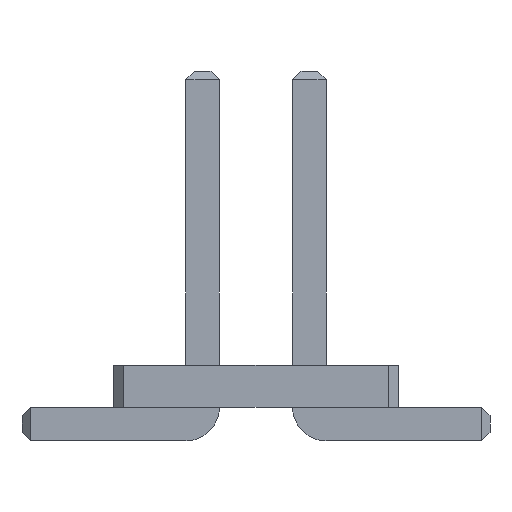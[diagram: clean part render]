
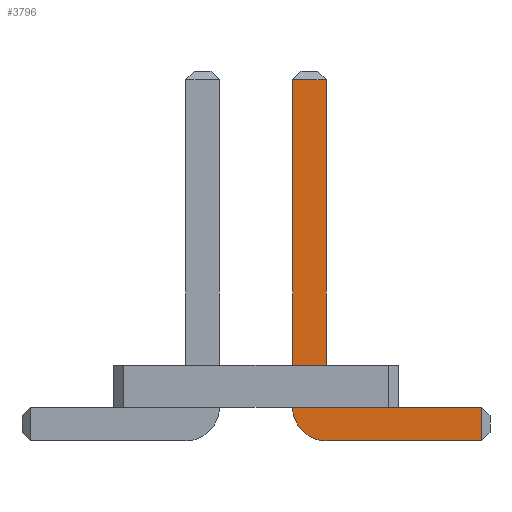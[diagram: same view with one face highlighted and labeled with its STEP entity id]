
A CAD part, front view. The second image highlights one B-rep face of the part: STEP entity #3796.
In plain terms, the highlighted planar face has unit normal (0, -1, 0).
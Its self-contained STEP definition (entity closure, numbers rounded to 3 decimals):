
#13=DIRECTION('',(0.,0.,1.));
#67=DIRECTION('',(1.,0.,0.));
#1694=VECTOR('',#67,1.);
#1705=DIRECTION('',(0.,1.,0.));
#1747=DIRECTION('',(-1.,0.,0.));
#3595=VECTOR('',#1747,1.);
#3603=DIRECTION('',(-0.,1.,0.));
#3604=DIRECTION('',(0.,0.,-1.));
#3611=VECTOR('',#3612,1.);
#3612=DIRECTION('',(0.,0.,1.));
#3623=VECTOR('',#3604,1.);
#3641=VERTEX_POINT('',#3642);
#3642=CARTESIAN_POINT('',(2.685,-17.98,0.));
#3645=ORIENTED_EDGE('',*,*,#3646,.T.);
#3646=EDGE_CURVE('',#3641,#3647,#3649,.T.);
#3647=VERTEX_POINT('',#3648);
#3648=CARTESIAN_POINT('',(0.835,-17.98,0.));
#3649=LINE('',#3650,#3595);
#3650=CARTESIAN_POINT('',(2.785,-17.98,0.));
#3690=VERTEX_POINT('',#3691);
#3691=CARTESIAN_POINT('',(0.435,-17.98,0.4));
#3694=EDGE_CURVE('',#3647,#3690,#3695,.T.);
#3695=CIRCLE('',#3696,0.4);
#3696=AXIS2_PLACEMENT_3D('',#3697,#3603,#3604);
#3697=CARTESIAN_POINT('',(0.835,-17.98,0.4));
#3706=VERTEX_POINT('',#3697);
#3708=ORIENTED_EDGE('',*,*,#3709,.T.);
#3709=EDGE_CURVE('',#3706,#3710,#3712,.T.);
#3710=VERTEX_POINT('',#3711);
#3711=CARTESIAN_POINT('',(2.685,-17.98,0.4));
#3712=LINE('',#3697,#1694);
#3722=ORIENTED_EDGE('',*,*,#3723,.T.);
#3723=EDGE_CURVE('',#3690,#3724,#3726,.T.);
#3724=VERTEX_POINT('',#3725);
#3725=CARTESIAN_POINT('',(0.435,-17.98,4.3));
#3726=LINE('',#3727,#3611);
#3727=CARTESIAN_POINT('',(0.435,-17.98,0.));
#3740=VERTEX_POINT('',#3741);
#3741=CARTESIAN_POINT('',(0.835,-17.98,4.3));
#3743=ORIENTED_EDGE('',*,*,#3744,.T.);
#3744=EDGE_CURVE('',#3740,#3706,#3745,.T.);
#3745=LINE('',#3746,#3623);
#3746=CARTESIAN_POINT('',(0.835,-17.98,4.4));
#3796=ADVANCED_FACE('',(#3797),#3806,.F.);
#3797=FACE_BOUND('',#3798,.F.);
#3798=EDGE_LOOP('',(#3645,#3799,#3722,#3800,#3743,#3708,#3803));
#3799=ORIENTED_EDGE('',*,*,#3694,.T.);
#3800=ORIENTED_EDGE('',*,*,#3801,.T.);
#3801=EDGE_CURVE('',#3724,#3740,#3802,.T.);
#3802=LINE('',#3725,#1694);
#3803=ORIENTED_EDGE('',*,*,#3804,.T.);
#3804=EDGE_CURVE('',#3710,#3641,#3805,.T.);
#3805=LINE('',#3711,#3623);
#3806=PLANE('',#3807);
#3807=AXIS2_PLACEMENT_3D('',#3808,#1705,#13);
#3808=CARTESIAN_POINT('',(1.032,-17.98,1.622));
